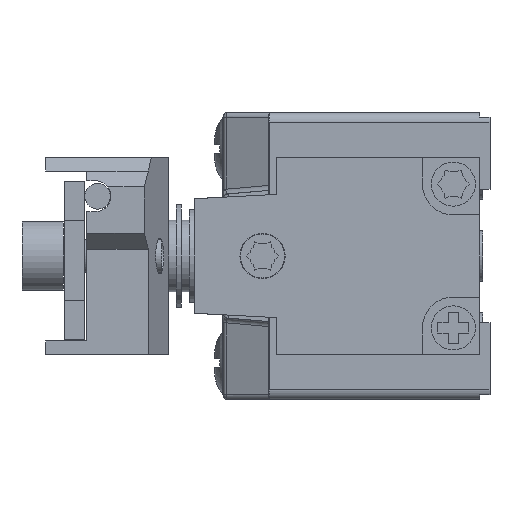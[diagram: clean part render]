
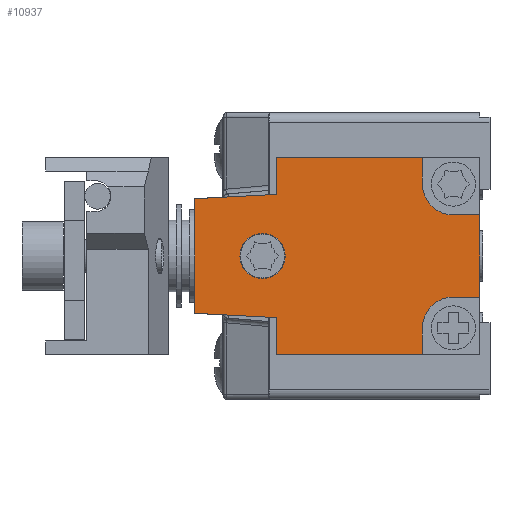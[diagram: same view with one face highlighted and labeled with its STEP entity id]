
A CAD part, left-side view. The second image highlights one B-rep face of the part: STEP entity #10937.
In plain terms, the highlighted planar face has unit normal (-1, 0, 0).
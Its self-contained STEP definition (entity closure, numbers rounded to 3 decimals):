
#9 = CARTESIAN_POINT ( 'NONE',  ( -51.75, 21.15, 0. ) ) ;
#19 = AXIS2_PLACEMENT_3D ( 'NONE', #9, #75, #128 ) ;
#56 = ORIENTED_EDGE ( 'NONE', *, *, #4790, .F. ) ;
#75 = DIRECTION ( 'NONE',  ( -1., 0., 0. ) ) ;
#82 = ORIENTED_EDGE ( 'NONE', *, *, #5978, .F. ) ;
#94 = DIRECTION ( 'NONE',  ( -1., 0., 0. ) ) ;
#128 = DIRECTION ( 'NONE',  ( 0., 0., 1. ) ) ;
#236 = EDGE_CURVE ( 'NONE', #8963, #436, #5907, .T. ) ;
#288 = DIRECTION ( 'NONE',  ( 0., 0., 1. ) ) ;
#436 = VERTEX_POINT ( 'NONE', #4832 ) ;
#742 = VECTOR ( 'NONE', #5487, 1000. ) ;
#848 = EDGE_CURVE ( 'NONE', #436, #8963, #3481, .T. ) ;
#884 = LINE ( 'NONE', #4685, #5579 ) ;
#1044 = DIRECTION ( 'NONE',  ( -1., 0., 0. ) ) ;
#1083 = PLANE ( 'NONE',  #1608 ) ;
#1130 = DIRECTION ( 'NONE',  ( 0., 0., 1. ) ) ;
#1206 = DIRECTION ( 'NONE',  ( -1., 0., 0. ) ) ;
#1213 = CARTESIAN_POINT ( 'NONE',  ( -51.75, 5.575, 7. ) ) ;
#1295 = LINE ( 'NONE', #2395, #4766 ) ;
#1337 = ORIENTED_EDGE ( 'NONE', *, *, #1625, .F. ) ;
#1564 = ORIENTED_EDGE ( 'NONE', *, *, #11267, .F. ) ;
#1606 = LINE ( 'NONE', #5355, #5433 ) ;
#1608 = AXIS2_PLACEMENT_3D ( 'NONE', #4023, #1206, #288 ) ;
#1625 = EDGE_CURVE ( 'NONE', #3051, #3799, #7545, .T. ) ;
#1723 = CIRCLE ( 'NONE', #7607, 3. ) ;
#1758 = DIRECTION ( 'NONE',  ( 0., -0.999, -0.052 ) ) ;
#1778 = VERTEX_POINT ( 'NONE', #1213 ) ;
#1867 = DIRECTION ( 'NONE',  ( 0., 0., 1. ) ) ;
#1933 = LINE ( 'NONE', #12056, #2485 ) ;
#1951 = CARTESIAN_POINT ( 'NONE',  ( -51.75, 19.75, 0. ) ) ;
#1990 = CARTESIAN_POINT ( 'NONE',  ( -51.75, 19.75, 0. ) ) ;
#1995 = DIRECTION ( 'NONE',  ( 0., 0., 1. ) ) ;
#2042 = VECTOR ( 'NONE', #4044, 1000. ) ;
#2059 = EDGE_LOOP ( 'NONE', ( #7012, #6146, #3141, #56, #82, #5648, #1337, #4661, #5598, #2269, #1564, #9487, #2403, #6066 ) ) ;
#2156 = CARTESIAN_POINT ( 'NONE',  ( -51.75, 21.15, -2.2 ) ) ;
#2269 = ORIENTED_EDGE ( 'NONE', *, *, #6734, .T. ) ;
#2395 = CARTESIAN_POINT ( 'NONE',  ( -51.75, 27.75, 0. ) ) ;
#2403 = ORIENTED_EDGE ( 'NONE', *, *, #3595, .T. ) ;
#2485 = VECTOR ( 'NONE', #1758, 1000. ) ;
#2671 = CARTESIAN_POINT ( 'NONE',  ( -51.75, 19.75, 6. ) ) ;
#2858 = DIRECTION ( 'NONE',  ( 0., 1., 0. ) ) ;
#2859 = CARTESIAN_POINT ( 'NONE',  ( -51.75, 5.575, 9.575 ) ) ;
#2905 = LINE ( 'NONE', #1990, #9838 ) ;
#3051 = VERTEX_POINT ( 'NONE', #2671 ) ;
#3141 = ORIENTED_EDGE ( 'NONE', *, *, #6310, .T. ) ;
#3481 = CIRCLE ( 'NONE', #7604, 2.2 ) ;
#3595 = EDGE_CURVE ( 'NONE', #6136, #10542, #884, .T. ) ;
#3708 = CARTESIAN_POINT ( 'NONE',  ( -51.75, 21.15, 0. ) ) ;
#3725 = DIRECTION ( 'NONE',  ( 0., 0., 1. ) ) ;
#3799 = VERTEX_POINT ( 'NONE', #5234 ) ;
#3850 = EDGE_CURVE ( 'NONE', #4763, #6136, #10679, .T. ) ;
#4023 = CARTESIAN_POINT ( 'NONE',  ( -51.75, 0., 0. ) ) ;
#4044 = DIRECTION ( 'NONE',  ( 0., -1., 0. ) ) ;
#4070 = CIRCLE ( 'NONE', #10925, 3. ) ;
#4094 = VERTEX_POINT ( 'NONE', #7021 ) ;
#4173 = VERTEX_POINT ( 'NONE', #6161 ) ;
#4383 = CARTESIAN_POINT ( 'NONE',  ( -51.75, 19.75, -6. ) ) ;
#4442 = LINE ( 'NONE', #9448, #742 ) ;
#4603 = EDGE_CURVE ( 'NONE', #10542, #7546, #1723, .T. ) ;
#4661 = ORIENTED_EDGE ( 'NONE', *, *, #9316, .T. ) ;
#4662 = CARTESIAN_POINT ( 'NONE',  ( -51.75, 27.75, 5.581 ) ) ;
#4685 = CARTESIAN_POINT ( 'NONE',  ( -51.75, 5.575, 0. ) ) ;
#4763 = VERTEX_POINT ( 'NONE', #9385 ) ;
#4766 = VECTOR ( 'NONE', #10742, 1000. ) ;
#4790 = EDGE_CURVE ( 'NONE', #1778, #11290, #4070, .T. ) ;
#4832 = CARTESIAN_POINT ( 'NONE',  ( -51.75, 21.15, 2.2 ) ) ;
#4906 = VECTOR ( 'NONE', #7732, 1000. ) ;
#5089 = DIRECTION ( 'NONE',  ( 0., 0., -1. ) ) ;
#5222 = DIRECTION ( 'NONE',  ( 1., 0., 0. ) ) ;
#5234 = CARTESIAN_POINT ( 'NONE',  ( -51.75, 19.75, 9.575 ) ) ;
#5355 = CARTESIAN_POINT ( 'NONE',  ( -51.75, 0., 9.575 ) ) ;
#5433 = VECTOR ( 'NONE', #10073, 1000. ) ;
#5487 = DIRECTION ( 'NONE',  ( 0., 0., 1. ) ) ;
#5579 = VECTOR ( 'NONE', #1867, 1000. ) ;
#5598 = ORIENTED_EDGE ( 'NONE', *, *, #7906, .F. ) ;
#5648 = ORIENTED_EDGE ( 'NONE', *, *, #5737, .F. ) ;
#5679 = CARTESIAN_POINT ( 'NONE',  ( -51.75, 2.575, 4. ) ) ;
#5727 = CARTESIAN_POINT ( 'NONE',  ( -51.75, 5.575, -7. ) ) ;
#5737 = EDGE_CURVE ( 'NONE', #3799, #7501, #1606, .T. ) ;
#5907 = CIRCLE ( 'NONE', #19, 2.2 ) ;
#5978 = EDGE_CURVE ( 'NONE', #7501, #1778, #6871, .T. ) ;
#6066 = ORIENTED_EDGE ( 'NONE', *, *, #4603, .T. ) ;
#6136 = VERTEX_POINT ( 'NONE', #6141 ) ;
#6141 = CARTESIAN_POINT ( 'NONE',  ( -51.75, 5.575, -9.575 ) ) ;
#6146 = ORIENTED_EDGE ( 'NONE', *, *, #7098, .T. ) ;
#6161 = CARTESIAN_POINT ( 'NONE',  ( -51.75, 0., 4. ) ) ;
#6306 = ORIENTED_EDGE ( 'NONE', *, *, #236, .F. ) ;
#6310 = EDGE_CURVE ( 'NONE', #4173, #11290, #6557, .T. ) ;
#6557 = LINE ( 'NONE', #11274, #11302 ) ;
#6690 = EDGE_LOOP ( 'NONE', ( #11645, #6306 ) ) ;
#6734 = EDGE_CURVE ( 'NONE', #11533, #6912, #1933, .T. ) ;
#6855 = FACE_OUTER_BOUND ( 'NONE', #2059, .T. ) ;
#6871 = LINE ( 'NONE', #11651, #7970 ) ;
#6912 = VERTEX_POINT ( 'NONE', #4383 ) ;
#7012 = ORIENTED_EDGE ( 'NONE', *, *, #8290, .F. ) ;
#7021 = CARTESIAN_POINT ( 'NONE',  ( -51.75, 0., -4. ) ) ;
#7098 = EDGE_CURVE ( 'NONE', #4094, #4173, #4442, .T. ) ;
#7129 = CARTESIAN_POINT ( 'NONE',  ( -51.75, 2.575, -7. ) ) ;
#7501 = VERTEX_POINT ( 'NONE', #2859 ) ;
#7545 = LINE ( 'NONE', #1951, #9433 ) ;
#7546 = VERTEX_POINT ( 'NONE', #10297 ) ;
#7604 = AXIS2_PLACEMENT_3D ( 'NONE', #3708, #94, #1995 ) ;
#7607 = AXIS2_PLACEMENT_3D ( 'NONE', #7129, #5222, #11910 ) ;
#7732 = DIRECTION ( 'NONE',  ( 0., 0.999, -0.052 ) ) ;
#7906 = EDGE_CURVE ( 'NONE', #11533, #9256, #1295, .T. ) ;
#7970 = VECTOR ( 'NONE', #5089, 1000. ) ;
#8042 = CARTESIAN_POINT ( 'NONE',  ( -51.75, 0., -9.575 ) ) ;
#8275 = VECTOR ( 'NONE', #10783, 1000. ) ;
#8290 = EDGE_CURVE ( 'NONE', #4094, #7546, #8591, .T. ) ;
#8518 = FACE_BOUND ( 'NONE', #6690, .T. ) ;
#8532 = CARTESIAN_POINT ( 'NONE',  ( -51.75, 0.368, 7.016 ) ) ;
#8533 = DIRECTION ( 'NONE',  ( 0., 0., 1. ) ) ;
#8591 = LINE ( 'NONE', #9795, #8275 ) ;
#8963 = VERTEX_POINT ( 'NONE', #2156 ) ;
#9256 = VERTEX_POINT ( 'NONE', #4662 ) ;
#9316 = EDGE_CURVE ( 'NONE', #3051, #9256, #10369, .T. ) ;
#9385 = CARTESIAN_POINT ( 'NONE',  ( -51.75, 19.75, -9.575 ) ) ;
#9433 = VECTOR ( 'NONE', #3725, 1000. ) ;
#9448 = CARTESIAN_POINT ( 'NONE',  ( -51.75, 0., 0. ) ) ;
#9487 = ORIENTED_EDGE ( 'NONE', *, *, #3850, .T. ) ;
#9795 = CARTESIAN_POINT ( 'NONE',  ( -51.75, 0., -4. ) ) ;
#9838 = VECTOR ( 'NONE', #1130, 1000. ) ;
#10073 = DIRECTION ( 'NONE',  ( 0., -1., 0. ) ) ;
#10168 = CARTESIAN_POINT ( 'NONE',  ( -51.75, 27.75, -5.581 ) ) ;
#10252 = CARTESIAN_POINT ( 'NONE',  ( -51.75, 2.575, 7. ) ) ;
#10297 = CARTESIAN_POINT ( 'NONE',  ( -51.75, 2.575, -4. ) ) ;
#10369 = LINE ( 'NONE', #8532, #4906 ) ;
#10542 = VERTEX_POINT ( 'NONE', #5727 ) ;
#10679 = LINE ( 'NONE', #8042, #2042 ) ;
#10742 = DIRECTION ( 'NONE',  ( 0., 0., 1. ) ) ;
#10783 = DIRECTION ( 'NONE',  ( 0., 1., 0. ) ) ;
#10925 = AXIS2_PLACEMENT_3D ( 'NONE', #10252, #1044, #8533 ) ;
#10937 = ADVANCED_FACE ( 'NONE', ( #6855, #8518 ), #1083, .T. ) ;
#11267 = EDGE_CURVE ( 'NONE', #4763, #6912, #2905, .T. ) ;
#11274 = CARTESIAN_POINT ( 'NONE',  ( -51.75, 0., 4. ) ) ;
#11290 = VERTEX_POINT ( 'NONE', #5679 ) ;
#11302 = VECTOR ( 'NONE', #2858, 1000. ) ;
#11533 = VERTEX_POINT ( 'NONE', #10168 ) ;
#11645 = ORIENTED_EDGE ( 'NONE', *, *, #848, .F. ) ;
#11651 = CARTESIAN_POINT ( 'NONE',  ( -51.75, 5.575, 0. ) ) ;
#11910 = DIRECTION ( 'NONE',  ( 0., 0., 1. ) ) ;
#12056 = CARTESIAN_POINT ( 'NONE',  ( -51.75, 0.368, -7.016 ) ) ;
